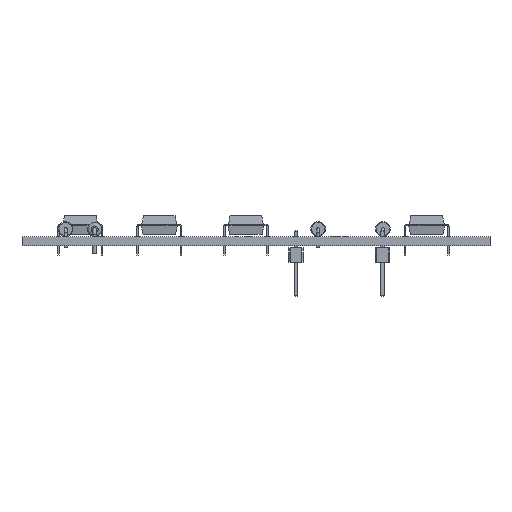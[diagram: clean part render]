
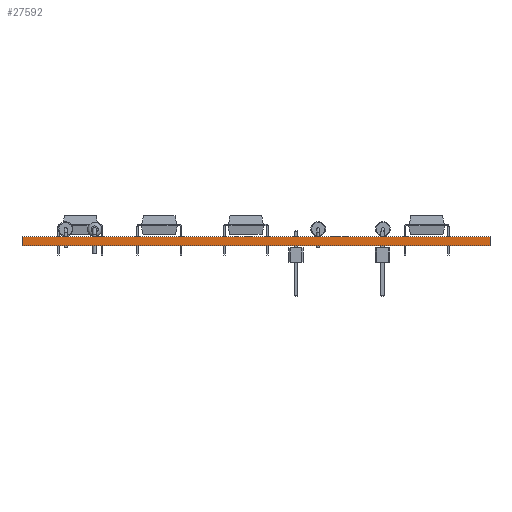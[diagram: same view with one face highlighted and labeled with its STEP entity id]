
A CAD part, front view. The second image highlights one B-rep face of the part: STEP entity #27592.
In plain terms, the highlighted planar face has unit normal (0, -1, 0).
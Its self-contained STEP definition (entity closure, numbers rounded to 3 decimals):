
#27592 = ADVANCED_FACE('',(#27593),#27627,.T.);
#27593 = FACE_BOUND('',#27594,.T.);
#27594 = EDGE_LOOP('',(#27595,#27605,#27613,#27621));
#27595 = ORIENTED_EDGE('',*,*,#27596,.T.);
#27596 = EDGE_CURVE('',#27597,#27599,#27601,.T.);
#27597 = VERTEX_POINT('',#27598);
#27598 = CARTESIAN_POINT('',(151.663,-100.735,0.));
#27599 = VERTEX_POINT('',#27600);
#27600 = CARTESIAN_POINT('',(151.663,-100.735,1.6));
#27601 = LINE('',#27602,#27603);
#27602 = CARTESIAN_POINT('',(151.663,-100.735,0.));
#27603 = VECTOR('',#27604,1.);
#27604 = DIRECTION('',(0.,0.,1.));
#27605 = ORIENTED_EDGE('',*,*,#27606,.T.);
#27606 = EDGE_CURVE('',#27599,#27607,#27609,.T.);
#27607 = VERTEX_POINT('',#27608);
#27608 = CARTESIAN_POINT('',(69.053,-100.735,1.6));
#27609 = LINE('',#27610,#27611);
#27610 = CARTESIAN_POINT('',(151.663,-100.735,1.6));
#27611 = VECTOR('',#27612,1.);
#27612 = DIRECTION('',(-1.,0.,0.));
#27613 = ORIENTED_EDGE('',*,*,#27614,.F.);
#27614 = EDGE_CURVE('',#27615,#27607,#27617,.T.);
#27615 = VERTEX_POINT('',#27616);
#27616 = CARTESIAN_POINT('',(69.053,-100.735,0.));
#27617 = LINE('',#27618,#27619);
#27618 = CARTESIAN_POINT('',(69.053,-100.735,0.));
#27619 = VECTOR('',#27620,1.);
#27620 = DIRECTION('',(0.,0.,1.));
#27621 = ORIENTED_EDGE('',*,*,#27622,.F.);
#27622 = EDGE_CURVE('',#27597,#27615,#27623,.T.);
#27623 = LINE('',#27624,#27625);
#27624 = CARTESIAN_POINT('',(151.663,-100.735,0.));
#27625 = VECTOR('',#27626,1.);
#27626 = DIRECTION('',(-1.,0.,0.));
#27627 = PLANE('',#27628);
#27628 = AXIS2_PLACEMENT_3D('',#27629,#27630,#27631);
#27629 = CARTESIAN_POINT('',(151.663,-100.735,0.));
#27630 = DIRECTION('',(0.,-1.,0.));
#27631 = DIRECTION('',(-1.,0.,0.));
